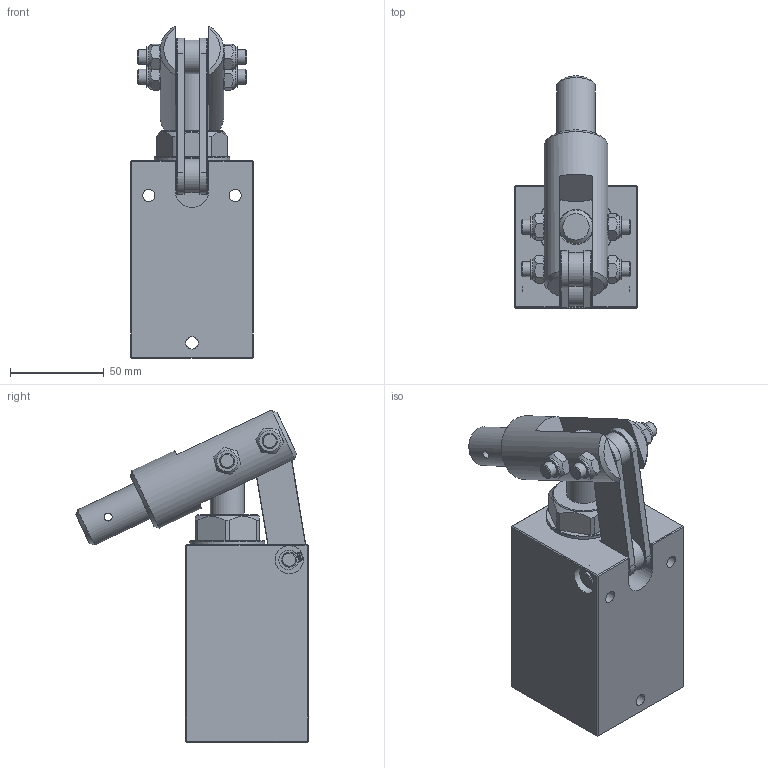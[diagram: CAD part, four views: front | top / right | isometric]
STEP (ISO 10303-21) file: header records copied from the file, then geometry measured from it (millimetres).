
FILE_DESCRIPTION((''),'2;1');
FILE_NAME('6076.0000.32.00 Bloccato.stp','2015-07-30T10:16:11',('Christian'),(''),'Autodesk Inventor 2013','Autodesk Inventor 2013','');
FILE_SCHEMA(('AUTOMOTIVE_DESIGN { 1 0 10303 214 1 1 1 1 }'));
Length unit declared in the file: millimetre
Products named in the file (1): 6076.0000.32.00 Bloccato
Bounding box: 65 x 123.43 x 176.61 mm (x, y, z)
Surface area: 91688.5 mm2 (no closed solid volume)
Topology: 0 solids, 11 shells, 343 faces, 831 edges, 527 vertices
Faces by surface type: plane 159, cylinder 104, cone 66, torus 13, bspline 1
Full cylindrical faces by diameter (mm): 1.2 x4, 4 x1, 4.25 x1, 4.917 x1, 5 x1, 6.5 x3, 7.6 x2, 8 x21, 8.917 x1, 10 x2, 11.05 x4, 11.445 x2, 14 x2, 14.95 x2, 15 x3, 18 x3, 20 x1, 20.6 x1, 22 x1, 25 x1, 33 x2, 34 x1, 37 x1, 40 x2
Entity records: 10325 total; most frequent: CARTESIAN_POINT 2621, DIRECTION 1520, ORIENTED_EDGE 1368, EDGE_CURVE 684, AXIS2_PLACEMENT_3D 621, EDGE_LOOP 521, VERTEX_POINT 484, FACE_OUTER_BOUND 337
